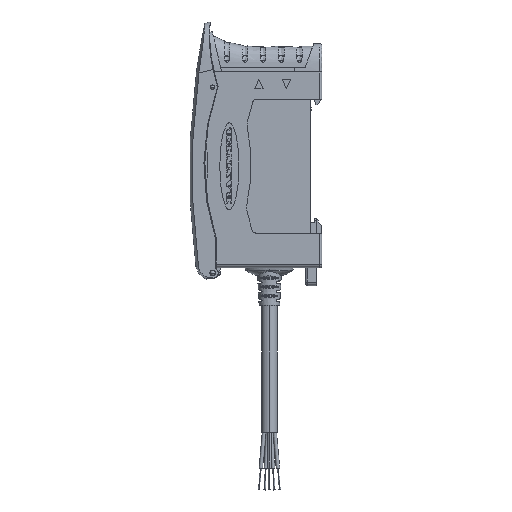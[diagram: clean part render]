
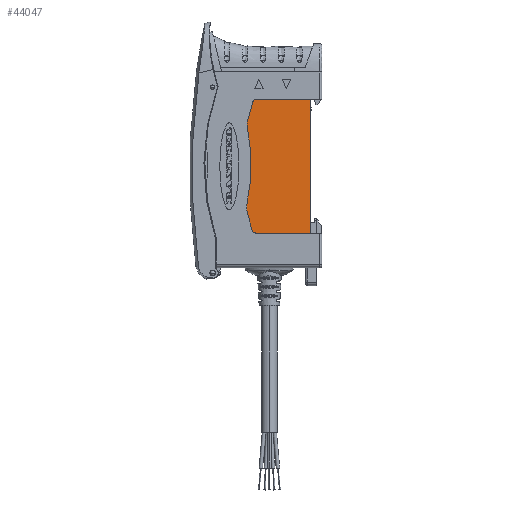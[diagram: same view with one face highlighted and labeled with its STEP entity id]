
A CAD part, left-side view. The second image highlights one B-rep face of the part: STEP entity #44047.
In plain terms, the highlighted planar face has unit normal (-1, 0, 0).
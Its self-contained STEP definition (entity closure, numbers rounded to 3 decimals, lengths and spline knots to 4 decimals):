
#6157=DIRECTION('',(0.,0.,-1.));
#6158=VECTOR('',#6157,1.4567);
#6159=CARTESIAN_POINT('',(-0.189,0.126,
-0.2992));
#6160=LINE('',#6159,#6158);
#10042=DIRECTION('',(0.,-1.,0.));
#10043=VECTOR('',#10042,0.5953);
#10044=CARTESIAN_POINT('',(-0.189,0.7213,
-1.7559));
#10045=LINE('',#10044,#10043);
#10046=CARTESIAN_POINT('',(-0.189,0.7213,
-1.7165));
#10047=DIRECTION('',(-1.,0.,0.));
#10048=DIRECTION('',(0.,0.966,-0.259));
#10049=AXIS2_PLACEMENT_3D('',#10046,#10047,#10048);
#10051=DIRECTION('',(0.,-0.259,-0.966));
#10052=VECTOR('',#10051,0.2235);
#10053=CARTESIAN_POINT('',(-0.189,0.8172,
-1.5109));
#10054=LINE('',#10053,#10052);
#10055=CARTESIAN_POINT('',(-0.189,0.7031,
-1.4803));
#10056=DIRECTION('',(-1.,0.,0.));
#10057=DIRECTION('',(0.,0.975,0.224));
#10058=AXIS2_PLACEMENT_3D('',#10055,#10056,#10057);
#10060=CARTESIAN_POINT('',(-0.189,2.7368,
-1.0136));
#10061=DIRECTION('',(1.,0.,0.));
#10062=DIRECTION('',(0.,-0.978,0.21));
#10063=AXIS2_PLACEMENT_3D('',#10060,#10061,#10062);
#10065=CARTESIAN_POINT('',(-0.189,0.6969,
-0.5748));
#10066=DIRECTION('',(-1.,0.,0.));
#10067=DIRECTION('',(0.,0.966,0.259));
#10068=AXIS2_PLACEMENT_3D('',#10065,#10066,#10067);
#10070=DIRECTION('',(0.,0.259,-0.966));
#10071=VECTOR('',#10070,0.2235);
#10072=CARTESIAN_POINT('',(-0.189,0.7531,
-0.3284));
#10073=LINE('',#10072,#10071);
#10074=CARTESIAN_POINT('',(-0.189,0.7151,
-0.3386));
#10075=DIRECTION('',(-1.,0.,0.));
#10076=DIRECTION('',(0.,0.,1.));
#10077=AXIS2_PLACEMENT_3D('',#10074,#10075,#10076);
#10079=DIRECTION('',(0.,1.,0.));
#10080=VECTOR('',#10079,0.5891);
#10081=CARTESIAN_POINT('',(-0.189,0.126,
-0.2992));
#10082=LINE('',#10081,#10080);
#24763=CARTESIAN_POINT('',(-0.189,0.8109,
-0.5442));
#24764=CARTESIAN_POINT('',(-0.189,0.8123,
-0.5996));
#24765=VERTEX_POINT('',#24763);
#24766=VERTEX_POINT('',#24764);
#24767=CARTESIAN_POINT('',(-0.189,0.8182,
-1.4539));
#24768=VERTEX_POINT('',#24767);
#24769=CARTESIAN_POINT('',(-0.189,0.8172,
-1.5109));
#24770=VERTEX_POINT('',#24769);
#24771=CARTESIAN_POINT('',(-0.189,0.7593,
-1.7267));
#24772=VERTEX_POINT('',#24771);
#24773=CARTESIAN_POINT('',(-0.189,0.7213,
-1.7559));
#24774=VERTEX_POINT('',#24773);
#24775=CARTESIAN_POINT('',(-0.189,0.7151,
-0.2992));
#24776=CARTESIAN_POINT('',(-0.189,0.7531,
-0.3284));
#24777=VERTEX_POINT('',#24775);
#24778=VERTEX_POINT('',#24776);
#24795=CARTESIAN_POINT('',(-0.189,0.126,
-0.2992));
#24796=CARTESIAN_POINT('',(-0.189,0.126,
-1.7559));
#24797=VERTEX_POINT('',#24795);
#24798=VERTEX_POINT('',#24796);
#44030=CARTESIAN_POINT('',(-0.189,0.,0.));
#44031=DIRECTION('',(-1.,0.,0.));
#44032=DIRECTION('',(0.,0.,1.));
#44033=AXIS2_PLACEMENT_3D('',#44030,#44031,#44032);
#44034=PLANE('',#44033);
#44035=ORIENTED_EDGE('',*,*,#37150,.T.);
#44036=ORIENTED_EDGE('',*,*,#43826,.F.);
#44037=ORIENTED_EDGE('',*,*,#43941,.F.);
#44038=ORIENTED_EDGE('',*,*,#43955,.F.);
#44039=ORIENTED_EDGE('',*,*,#43969,.F.);
#44040=ORIENTED_EDGE('',*,*,#43983,.F.);
#44041=ORIENTED_EDGE('',*,*,#43997,.F.);
#44042=ORIENTED_EDGE('',*,*,#44011,.F.);
#44043=ORIENTED_EDGE('',*,*,#44024,.F.);
#44044=ORIENTED_EDGE('',*,*,#36831,.F.);
#44045=EDGE_LOOP('',(#44035,#44036,#44037,#44038,#44039,#44040,#44041,#44042,
#44043,#44044));
#44046=FACE_OUTER_BOUND('',#44045,.F.);
#44047=ADVANCED_FACE('',(#44046),#44034,.T.);
#10050=CIRCLE('',#10049,0.0394);
#10059=CIRCLE('',#10058,0.1181);
#10064=CIRCLE('',#10063,1.9685);
#10069=CIRCLE('',#10068,0.1181);
#10078=CIRCLE('',#10077,0.0394);
#36831=EDGE_CURVE('',#24797,#24777,#10082,.T.);
#37150=EDGE_CURVE('',#24797,#24798,#6160,.T.);
#43826=EDGE_CURVE('',#24774,#24798,#10045,.T.);
#43941=EDGE_CURVE('',#24772,#24774,#10050,.T.);
#43955=EDGE_CURVE('',#24770,#24772,#10054,.T.);
#43969=EDGE_CURVE('',#24768,#24770,#10059,.T.);
#43983=EDGE_CURVE('',#24766,#24768,#10064,.T.);
#43997=EDGE_CURVE('',#24765,#24766,#10069,.T.);
#44011=EDGE_CURVE('',#24778,#24765,#10073,.T.);
#44024=EDGE_CURVE('',#24777,#24778,#10078,.T.);
